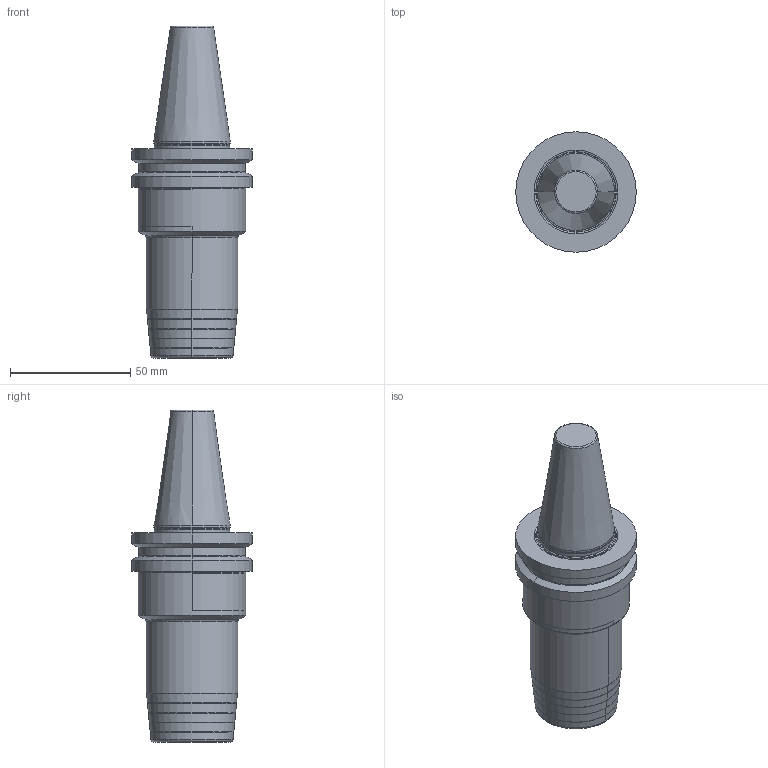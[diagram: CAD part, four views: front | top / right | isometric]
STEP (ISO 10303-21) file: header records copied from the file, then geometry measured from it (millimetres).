
FILE_DESCRIPTION((''),'2;1');
FILE_NAME('607635493-000-00-E43','2022-01-13T10:59:39',('bahnemannr'),(''),'CREO PARAMETRIC BY PTC INC, 2019030','CREO PARAMETRIC BY PTC INC, 2019030','');
FILE_SCHEMA(('AP242_MANAGED_MODEL_BASED_3D_ENGINEERING_MIM_LF { 1 0 10303 442 1 1 4 }'));
Length unit declared in the file: millimetre
Products named in the file (1): 607635493-000-00-E43
Bounding box: 50 x 50 x 137.8 mm (x, y, z)
Volume: 131242.4 mm3; surface area: 21136.2 mm2
Topology: 1 solids, 1 shells, 83 faces, 172 edges, 102 vertices
Faces by surface type: torus 32, cone 22, cylinder 16, plane 13
Entity records: 3381 total; most frequent: DIRECTION 476, CARTESIAN_POINT 363, ORIENTED_EDGE 344, AXIS2_PLACEMENT_3D 217, PRESENTATION_STYLE_ASSIGNMENT 176, STYLED_ITEM 176, CURVE_STYLE 175, EDGE_CURVE 172
